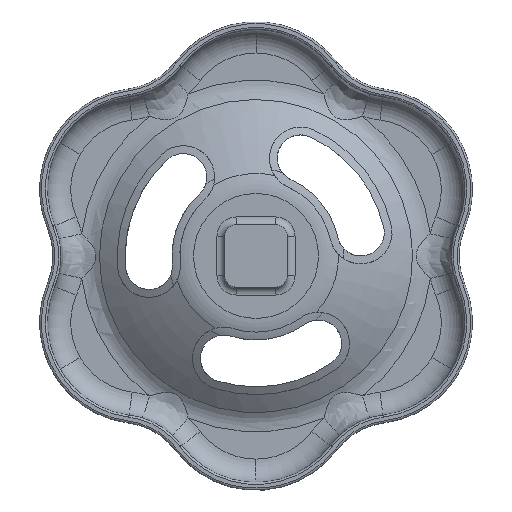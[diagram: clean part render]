
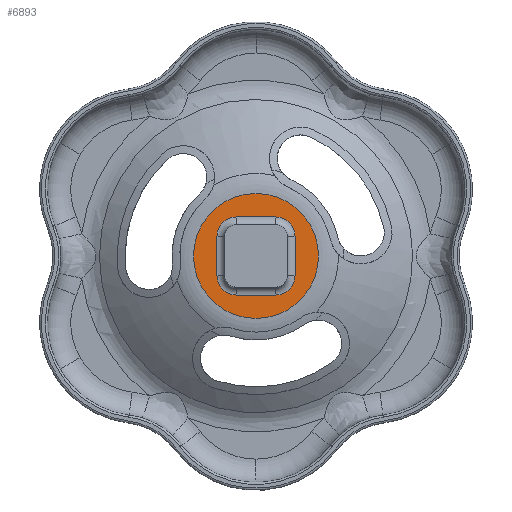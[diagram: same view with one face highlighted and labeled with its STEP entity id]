
A CAD part, top view. The second image highlights one B-rep face of the part: STEP entity #6893.
In plain terms, the highlighted planar face has unit normal (0, 0, 1).
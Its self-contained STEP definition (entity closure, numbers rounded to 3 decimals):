
#5 = EDGE_LOOP ( 'NONE', ( #621 ) ) ;
#70 = EDGE_LOOP ( 'NONE', ( #613, #614, #615, #616, #617, #618, #619, #620 ) ) ;
#613 = ORIENTED_EDGE ( 'NONE', *, *, #2908, .T. ) ;
#614 = ORIENTED_EDGE ( 'NONE', *, *, #2922, .T. ) ;
#615 = ORIENTED_EDGE ( 'NONE', *, *, #2903, .T. ) ;
#616 = ORIENTED_EDGE ( 'NONE', *, *, #6769, .T. ) ;
#617 = ORIENTED_EDGE ( 'NONE', *, *, #2916, .T. ) ;
#618 = ORIENTED_EDGE ( 'NONE', *, *, #2924, .T. ) ;
#619 = ORIENTED_EDGE ( 'NONE', *, *, #2923, .T. ) ;
#620 = ORIENTED_EDGE ( 'NONE', *, *, #2906, .T. ) ;
#621 = ORIENTED_EDGE ( 'NONE', *, *, #2917, .F. ) ;
#1049 = LINE ( 'NONE', #2231, #1061 ) ;
#1059 = LINE ( 'NONE', #2248, #1066 ) ;
#1060 = CIRCLE ( 'NONE', #1651, 5. ) ;
#1061 = VECTOR ( 'NONE', #2236, 1000. ) ;
#1066 = VECTOR ( 'NONE', #2244, 1000. ) ;
#1072 = LINE ( 'NONE', #2263, #1080 ) ;
#1079 = CIRCLE ( 'NONE', #1655, 16. ) ;
#1080 = VECTOR ( 'NONE', #2269, 1000. ) ;
#1086 = CIRCLE ( 'NONE', #1659, 5. ) ;
#1087 = LINE ( 'NONE', #2280, #1089 ) ;
#1088 = CIRCLE ( 'NONE', #1660, 5. ) ;
#1089 = VECTOR ( 'NONE', #2281, 1000. ) ;
#1651 = AXIS2_PLACEMENT_3D ( 'NONE', #2245, #2246, #2247 ) ;
#1655 = AXIS2_PLACEMENT_3D ( 'NONE', #2270, #2271, #2272 ) ;
#1659 = AXIS2_PLACEMENT_3D ( 'NONE', #2285, #2286, #2287 ) ;
#1660 = AXIS2_PLACEMENT_3D ( 'NONE', #2288, #2289, #2290 ) ;
#2151 = CARTESIAN_POINT ( 'NONE',  ( -5., 10., 16.5 ) ) ;
#2157 = CARTESIAN_POINT ( 'NONE',  ( -10., -5., 16.5 ) ) ;
#2168 = CARTESIAN_POINT ( 'NONE',  ( 10., 5., 16.5 ) ) ;
#2177 = CARTESIAN_POINT ( 'NONE',  ( -10., 5., 16.5 ) ) ;
#2181 = CARTESIAN_POINT ( 'NONE',  ( 5., 10., 16.5 ) ) ;
#2188 = CARTESIAN_POINT ( 'NONE',  ( 5., -10., 16.5 ) ) ;
#2231 = CARTESIAN_POINT ( 'NONE',  ( -10., 0., 16.5 ) ) ;
#2236 = DIRECTION ( 'NONE',  ( 0., 1., 0. ) ) ;
#2244 = DIRECTION ( 'NONE',  ( -1., 0., 0. ) ) ;
#2245 = CARTESIAN_POINT ( 'NONE',  ( 5., -5., 16.5 ) ) ;
#2246 = DIRECTION ( 'NONE',  ( 0., 0., -1. ) ) ;
#2247 = DIRECTION ( 'NONE',  ( 1., 0., 0. ) ) ;
#2248 = CARTESIAN_POINT ( 'NONE',  ( 0., -10., 16.5 ) ) ;
#2263 = CARTESIAN_POINT ( 'NONE',  ( 0., 10., 16.5 ) ) ;
#2269 = DIRECTION ( 'NONE',  ( 1., 0., 0. ) ) ;
#2270 = CARTESIAN_POINT ( 'NONE',  ( 0., 0., 16.5 ) ) ;
#2271 = DIRECTION ( 'NONE',  ( 0., 0., -1. ) ) ;
#2272 = DIRECTION ( 'NONE',  ( -1., 0., 0. ) ) ;
#2280 = CARTESIAN_POINT ( 'NONE',  ( 10., 0., 16.5 ) ) ;
#2281 = DIRECTION ( 'NONE',  ( 0., -1., 0. ) ) ;
#2285 = CARTESIAN_POINT ( 'NONE',  ( -5., -5., 16.5 ) ) ;
#2286 = DIRECTION ( 'NONE',  ( 0., 0., -1. ) ) ;
#2287 = DIRECTION ( 'NONE',  ( 1., 0., 0. ) ) ;
#2288 = CARTESIAN_POINT ( 'NONE',  ( 5., 5., 16.5 ) ) ;
#2289 = DIRECTION ( 'NONE',  ( 0., 0., -1. ) ) ;
#2290 = DIRECTION ( 'NONE',  ( 1., 0., 0. ) ) ;
#2464 = VERTEX_POINT ( 'NONE', #2151 ) ;
#2470 = VERTEX_POINT ( 'NONE', #2157 ) ;
#2481 = VERTEX_POINT ( 'NONE', #2168 ) ;
#2490 = VERTEX_POINT ( 'NONE', #2177 ) ;
#2494 = VERTEX_POINT ( 'NONE', #2181 ) ;
#2588 = VERTEX_POINT ( 'NONE', #2188 ) ;
#2903 = EDGE_CURVE ( 'NONE', #2470, #2490, #1049, .T. ) ;
#2906 = EDGE_CURVE ( 'NONE', #6721, #2588, #1060, .T. ) ;
#2908 = EDGE_CURVE ( 'NONE', #2588, #6715, #1059, .T. ) ;
#2916 = EDGE_CURVE ( 'NONE', #2464, #2494, #1072, .T. ) ;
#2917 = EDGE_CURVE ( 'NONE', #6320, #6320, #1079, .T. ) ;
#2922 = EDGE_CURVE ( 'NONE', #6715, #2470, #1086, .T. ) ;
#2923 = EDGE_CURVE ( 'NONE', #2481, #6721, #1087, .T. ) ;
#2924 = EDGE_CURVE ( 'NONE', #2494, #2481, #1088, .T. ) ;
#5757 = CARTESIAN_POINT ( 'NONE',  ( 10., -5., 16.5 ) ) ;
#5762 = CARTESIAN_POINT ( 'NONE',  ( -5., -10., 16.5 ) ) ;
#5854 = CARTESIAN_POINT ( 'NONE',  ( -5., 5., 16.5 ) ) ;
#5855 = DIRECTION ( 'NONE',  ( 0., 0., -1. ) ) ;
#5856 = DIRECTION ( 'NONE',  ( 1., 0., 0. ) ) ;
#6011 = PLANE ( 'NONE',  #6453 ) ;
#6013 = CARTESIAN_POINT ( 'NONE',  ( 0., 0., 16.5 ) ) ;
#6018 = DIRECTION ( 'NONE',  ( 0., 0., 1. ) ) ;
#6019 = DIRECTION ( 'NONE',  ( 1., 0., 0. ) ) ;
#6177 = CIRCLE ( 'NONE', #6404, 5. ) ;
#6208 = FACE_BOUND ( 'NONE', #70, .T. ) ;
#6267 = FACE_OUTER_BOUND ( 'NONE', #5, .T. ) ;
#6320 = VERTEX_POINT ( 'NONE', #6673 ) ;
#6404 = AXIS2_PLACEMENT_3D ( 'NONE', #5854, #5855, #5856 ) ;
#6453 = AXIS2_PLACEMENT_3D ( 'NONE', #6013, #6018, #6019 ) ;
#6673 = CARTESIAN_POINT ( 'NONE',  ( -16., 0., 16.5 ) ) ;
#6715 = VERTEX_POINT ( 'NONE', #5762 ) ;
#6721 = VERTEX_POINT ( 'NONE', #5757 ) ;
#6769 = EDGE_CURVE ( 'NONE', #2490, #2464, #6177, .T. ) ;
#6893 = ADVANCED_FACE ( 'NONE', ( #6208, #6267 ), #6011, .T. ) ;
